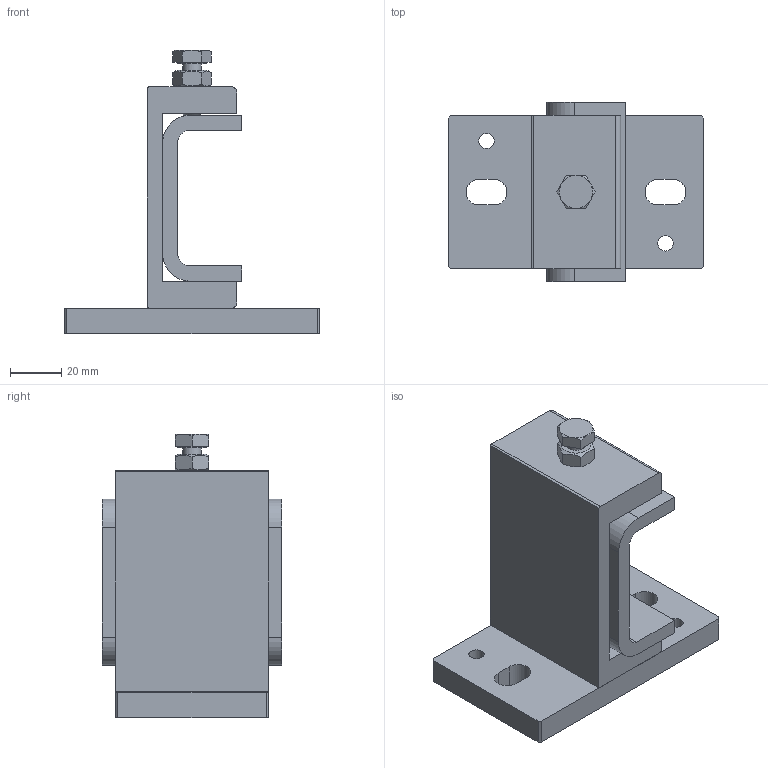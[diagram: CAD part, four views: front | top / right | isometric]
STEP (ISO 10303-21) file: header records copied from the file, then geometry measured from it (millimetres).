
FILE_DESCRIPTION(/* description */ ('Klemmkonsole KATALOGMASSE'),/* implementation_level */ '2;1');
FILE_NAME(/* name */ 'KS 050.3650_Klemmkonsole_Zusammenbau.stp',/* time_stamp */ '2014-11-19T09:27:49+01:00',/* author */ ('hipp'),/* organization */ (''),/* preprocessor_version */ 'ST-DEVELOPER v15.2',/* originating_system */ 'Autodesk Inventor 2014',/* authorisation */ '');
FILE_SCHEMA (('AUTOMOTIVE_DESIGN { 1 0 10303 214 3 1 1 }'));
Length unit declared in the file: millimetre
Products named in the file (7): _KS 050.3650_Klemmkonsole_Zusammenbau_Schweißnä
hte; KS 050.3650.01_Anschraubplatte; KS 050.3650.02_Klemmkonsolenbügel; Sechskantmutter_DIN_934_M8; DIN 933 - M8  x 20; ALFATEC_UP_050_0726_Klemmkonsole; _KS 050.3650_Klemmkonsole_Zusammenbau
Bounding box: 100 x 70 x 110.8 mm (x, y, z)
Volume: 166672.7 mm3; surface area: 56680.7 mm2
Topology: 6 solids, 6 shells, 95 faces, 239 edges, 157 vertices
Faces by surface type: plane 57, cylinder 25, cone 12, bspline 1
Full cylindrical faces by diameter (mm): 6 x2, 6.647 x2, 7.323 x1, 8 x1, 11.4 x1
Entity records: 3177 total; most frequent: CARTESIAN_POINT 823, DIRECTION 462, ORIENTED_EDGE 448, EDGE_CURVE 224, AXIS2_PLACEMENT_3D 166, VERTEX_POINT 155, LINE 130, VECTOR 130
